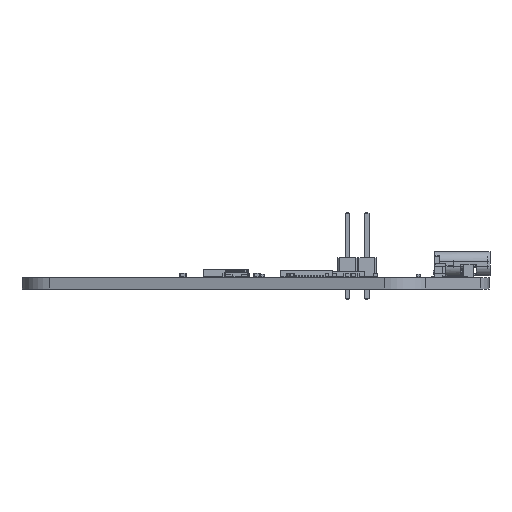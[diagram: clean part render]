
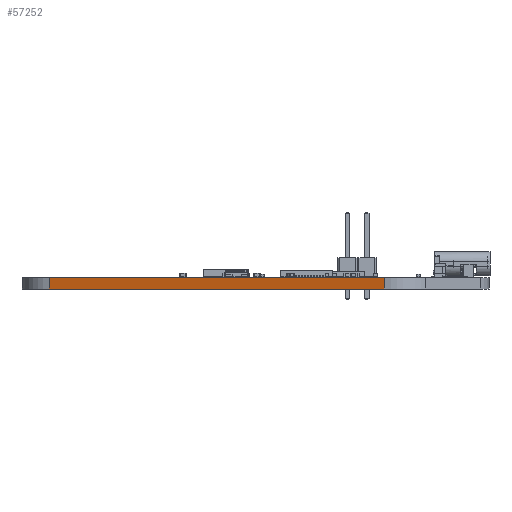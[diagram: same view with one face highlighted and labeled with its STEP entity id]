
A CAD part, left-side view. The second image highlights one B-rep face of the part: STEP entity #57252.
In plain terms, the highlighted planar face has unit normal (-0.954, 0.299, 0).
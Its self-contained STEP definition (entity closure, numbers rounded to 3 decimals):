
#55605 = VERTEX_POINT('',#55606);
#55606 = CARTESIAN_POINT('',(118.464,-64.284,0.));
#55613 = EDGE_CURVE('',#55614,#55605,#55616,.T.);
#55614 = VERTEX_POINT('',#55615);
#55615 = CARTESIAN_POINT('',(104.588,-108.576,0.));
#55616 = LINE('',#55617,#55618);
#55617 = CARTESIAN_POINT('',(104.588,-108.576,0.));
#55618 = VECTOR('',#55619,1.);
#55619 = DIRECTION('',(0.299,0.954,0.));
#56325 = VERTEX_POINT('',#56326);
#56326 = CARTESIAN_POINT('',(118.464,-64.284,1.51));
#56333 = EDGE_CURVE('',#56334,#56325,#56336,.T.);
#56334 = VERTEX_POINT('',#56335);
#56335 = CARTESIAN_POINT('',(104.588,-108.576,1.51));
#56336 = LINE('',#56337,#56338);
#56337 = CARTESIAN_POINT('',(104.588,-108.576,1.51));
#56338 = VECTOR('',#56339,1.);
#56339 = DIRECTION('',(0.299,0.954,0.));
#57222 = EDGE_CURVE('',#55605,#56325,#57223,.T.);
#57223 = LINE('',#57224,#57225);
#57224 = CARTESIAN_POINT('',(118.464,-64.284,0.));
#57225 = VECTOR('',#57226,1.);
#57226 = DIRECTION('',(0.,0.,1.));
#57252 = ADVANCED_FACE('',(#57253),#57264,.T.);
#57253 = FACE_BOUND('',#57254,.T.);
#57254 = EDGE_LOOP('',(#57255,#57261,#57262,#57263));
#57255 = ORIENTED_EDGE('',*,*,#57256,.T.);
#57256 = EDGE_CURVE('',#55614,#56334,#57257,.T.);
#57257 = LINE('',#57258,#57259);
#57258 = CARTESIAN_POINT('',(104.588,-108.576,0.));
#57259 = VECTOR('',#57260,1.);
#57260 = DIRECTION('',(0.,0.,1.));
#57261 = ORIENTED_EDGE('',*,*,#56333,.T.);
#57262 = ORIENTED_EDGE('',*,*,#57222,.F.);
#57263 = ORIENTED_EDGE('',*,*,#55613,.F.);
#57264 = PLANE('',#57265);
#57265 = AXIS2_PLACEMENT_3D('',#57266,#57267,#57268);
#57266 = CARTESIAN_POINT('',(104.588,-108.576,0.));
#57267 = DIRECTION('',(-0.954,0.299,0.));
#57268 = DIRECTION('',(0.299,0.954,0.));
